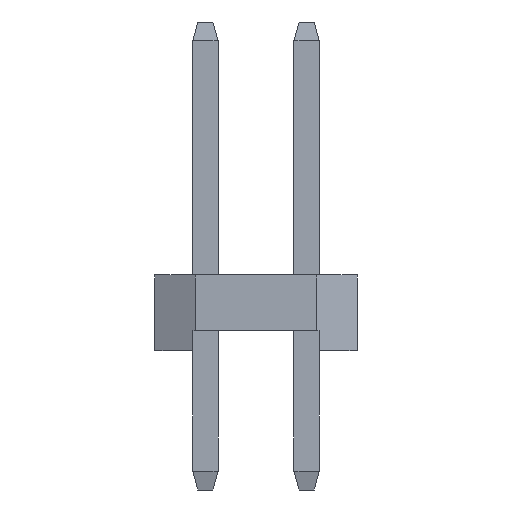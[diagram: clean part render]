
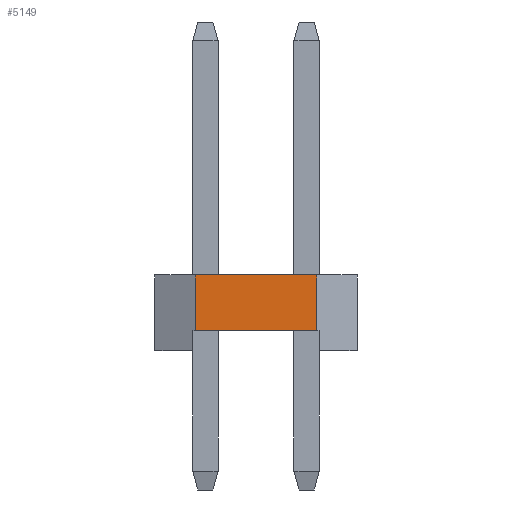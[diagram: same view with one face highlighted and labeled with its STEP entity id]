
A CAD part, left-side view. The second image highlights one B-rep face of the part: STEP entity #5149.
In plain terms, the highlighted planar face has unit normal (-1, 0, 0).
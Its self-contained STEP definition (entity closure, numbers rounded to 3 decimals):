
#150 = CARTESIAN_POINT ( 'NONE',  ( -40., -2., 1.5 ) ) ;
#495 = EDGE_LOOP ( 'NONE', ( #24077, #9679, #616, #8541 ) ) ;
#616 = ORIENTED_EDGE ( 'NONE', *, *, #20073, .T. ) ;
#877 = CARTESIAN_POINT ( 'NONE',  ( -40., -1.2, -2. ) ) ;
#2942 = CARTESIAN_POINT ( 'NONE',  ( -40., -1.2, 1.5 ) ) ;
#3514 = DIRECTION ( 'NONE',  ( 0., 0., -1. ) ) ;
#3634 = FACE_OUTER_BOUND ( 'NONE', #495, .T. ) ;
#3883 = CARTESIAN_POINT ( 'NONE',  ( -40., 1.2, -2. ) ) ;
#5073 = DIRECTION ( 'NONE',  ( 0., 1., 0. ) ) ;
#5149 = ADVANCED_FACE ( 'NONE', ( #3634 ), #18907, .F. ) ;
#5327 = EDGE_CURVE ( 'NONE', #16643, #23808, #9827, .T. ) ;
#5565 = VERTEX_POINT ( 'NONE', #22477 ) ;
#6036 = EDGE_CURVE ( 'NONE', #5565, #6487, #8789, .T. ) ;
#6433 = VECTOR ( 'NONE', #11928, 1000. ) ;
#6487 = VERTEX_POINT ( 'NONE', #19381 ) ;
#7959 = DIRECTION ( 'NONE',  ( 0., -1., 0. ) ) ;
#7998 = EDGE_CURVE ( 'NONE', #6487, #16643, #19497, .T. ) ;
#8541 = ORIENTED_EDGE ( 'NONE', *, *, #5327, .F. ) ;
#8789 = LINE ( 'NONE', #23933, #10581 ) ;
#9679 = ORIENTED_EDGE ( 'NONE', *, *, #6036, .F. ) ;
#9762 = VECTOR ( 'NONE', #7959, 1000. ) ;
#9827 = LINE ( 'NONE', #150, #9762 ) ;
#10581 = VECTOR ( 'NONE', #5073, 1000. ) ;
#11928 = DIRECTION ( 'NONE',  ( 0., 0., 1. ) ) ;
#15297 = DIRECTION ( 'NONE',  ( 0., 0., 1. ) ) ;
#16643 = VERTEX_POINT ( 'NONE', #19870 ) ;
#18655 = CARTESIAN_POINT ( 'NONE',  ( -40., -2., 1.5 ) ) ;
#18907 = PLANE ( 'NONE',  #23249 ) ;
#19381 = CARTESIAN_POINT ( 'NONE',  ( -40., 1.2, 0.4 ) ) ;
#19497 = LINE ( 'NONE', #3883, #24048 ) ;
#19746 = LINE ( 'NONE', #877, #6433 ) ;
#19870 = CARTESIAN_POINT ( 'NONE',  ( -40., 1.2, 1.5 ) ) ;
#20073 = EDGE_CURVE ( 'NONE', #5565, #23808, #19746, .T. ) ;
#20636 = DIRECTION ( 'NONE',  ( 1., 0., 0. ) ) ;
#22477 = CARTESIAN_POINT ( 'NONE',  ( -40., -1.2, 0.4 ) ) ;
#23249 = AXIS2_PLACEMENT_3D ( 'NONE', #18655, #20636, #3514 ) ;
#23808 = VERTEX_POINT ( 'NONE', #2942 ) ;
#23933 = CARTESIAN_POINT ( 'NONE',  ( -40., 1.25, 0.4 ) ) ;
#24048 = VECTOR ( 'NONE', #15297, 1000. ) ;
#24077 = ORIENTED_EDGE ( 'NONE', *, *, #7998, .F. ) ;
